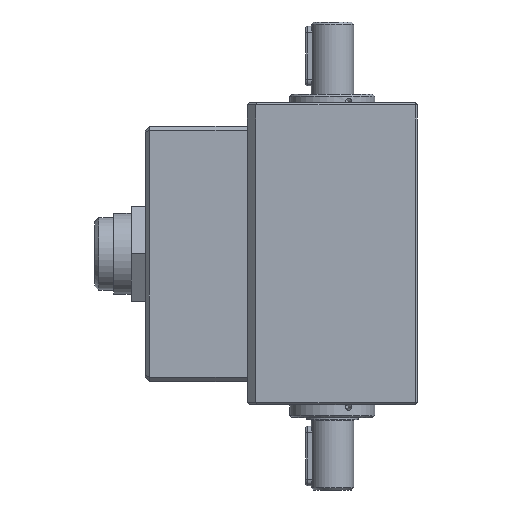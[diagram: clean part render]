
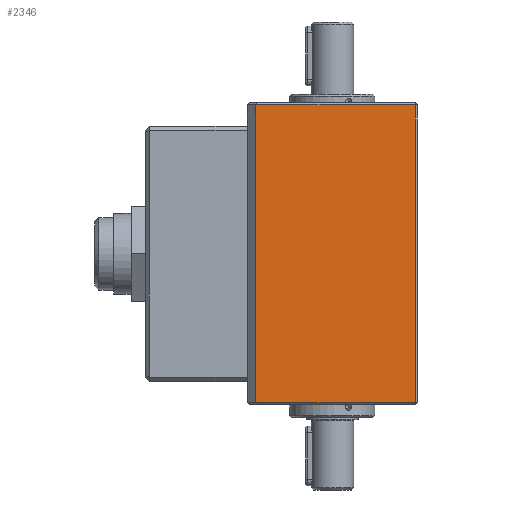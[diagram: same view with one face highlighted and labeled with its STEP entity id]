
A CAD part, front view. The second image highlights one B-rep face of the part: STEP entity #2346.
In plain terms, the highlighted face is planar.
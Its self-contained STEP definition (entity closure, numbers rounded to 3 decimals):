
#2346 = ADVANCED_FACE( '', ( #4684 ), #4685, .T. );
#4684 = FACE_OUTER_BOUND( '', #7220, .T. );
#4685 = PLANE( '', #7221 );
#7220 = EDGE_LOOP( '', ( #11632, #11633, #11634, #11635 ) );
#7221 = AXIS2_PLACEMENT_3D( '', #11636, #11637, #11638 );
#11632 = ORIENTED_EDGE( '', *, *, #15235, .T. );
#11633 = ORIENTED_EDGE( '', *, *, #14746, .T. );
#11634 = ORIENTED_EDGE( '', *, *, #15257, .T. );
#11635 = ORIENTED_EDGE( '', *, *, #14966, .T. );
#11636 = CARTESIAN_POINT( '', ( -20., -20., 71. ) );
#11637 = DIRECTION( '', ( -1., 0., 0. ) );
#11638 = DIRECTION( '', ( 0., 0., 1. ) );
#14746 = EDGE_CURVE( '', #17505, #17503, #17506, .T. );
#14966 = EDGE_CURVE( '', #17820, #17818, #17821, .T. );
#15235 = EDGE_CURVE( '', #17818, #17505, #18183, .T. );
#15257 = EDGE_CURVE( '', #17503, #17820, #18210, .T. );
#17503 = VERTEX_POINT( '', #21065 );
#17505 = VERTEX_POINT( '', #21068 );
#17506 = LINE( '', #21069, #21070 );
#17818 = VERTEX_POINT( '', #21525 );
#17820 = VERTEX_POINT( '', #21528 );
#17821 = LINE( '', #21529, #21530 );
#18183 = LINE( '', #22043, #22044 );
#18210 = LINE( '', #22082, #22083 );
#21065 = CARTESIAN_POINT( '', ( -20., 18., 0.5 ) );
#21068 = CARTESIAN_POINT( '', ( -20., 18., 70.5 ) );
#21069 = CARTESIAN_POINT( '', ( -20., 18., 71. ) );
#21070 = VECTOR( '', #24229, 1000. );
#21525 = CARTESIAN_POINT( '', ( -20., -19.5, 70.5 ) );
#21528 = CARTESIAN_POINT( '', ( -20., -19.5, 0.5 ) );
#21529 = CARTESIAN_POINT( '', ( -20., -19.5, 71. ) );
#21530 = VECTOR( '', #24463, 1000. );
#22043 = CARTESIAN_POINT( '', ( -20., 20., 70.5 ) );
#22044 = VECTOR( '', #24774, 1000. );
#22082 = CARTESIAN_POINT( '', ( -20., -20., 0.5 ) );
#22083 = VECTOR( '', #24792, 1000. );
#24229 = DIRECTION( '', ( 0., 0., -1. ) );
#24463 = DIRECTION( '', ( 0., 0., 1. ) );
#24774 = DIRECTION( '', ( 0., 1., 0. ) );
#24792 = DIRECTION( '', ( 0., -1., 0. ) );
